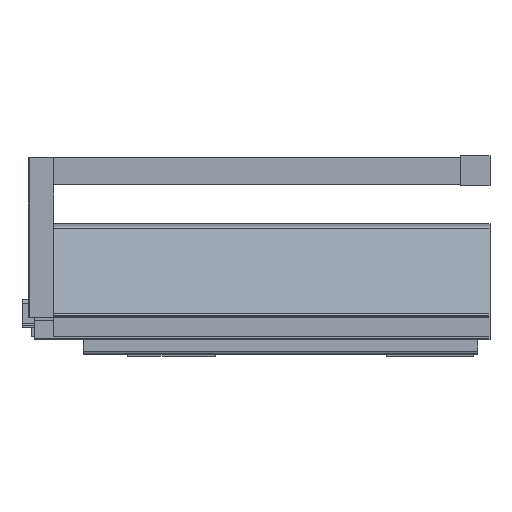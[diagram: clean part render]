
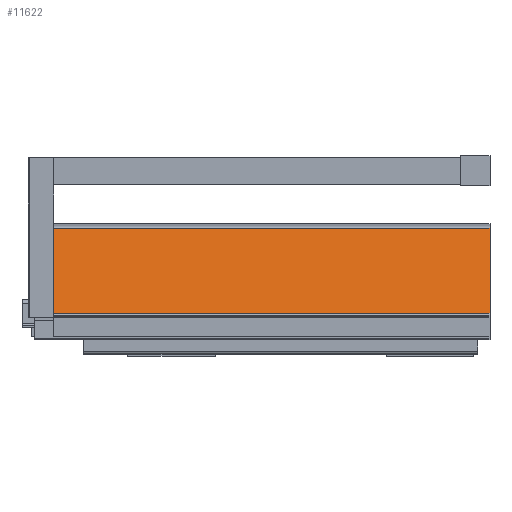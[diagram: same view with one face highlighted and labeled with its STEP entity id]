
A CAD part, top view. The second image highlights one B-rep face of the part: STEP entity #11622.
In plain terms, the highlighted planar face has unit normal (0, 0.208, 0.978).
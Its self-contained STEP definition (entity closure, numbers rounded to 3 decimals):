
#1548 = LINE ( 'NONE', #7013, #1940 ) ;
#1803 = VERTEX_POINT ( 'NONE', #5491 ) ;
#1814 = EDGE_CURVE ( 'NONE', #9776, #4671, #4583, .T. ) ;
#1887 = ORIENTED_EDGE ( 'NONE', *, *, #7598, .T. ) ;
#1940 = VECTOR ( 'NONE', #9801, 1000. ) ;
#2157 = VERTEX_POINT ( 'NONE', #11733 ) ;
#2275 = EDGE_LOOP ( 'NONE', ( #8946, #1887, #11219, #10568 ) ) ;
#2427 = CARTESIAN_POINT ( 'NONE',  ( -342., 80.422, 21.003 ) ) ;
#3276 = VECTOR ( 'NONE', #9539, 1000. ) ;
#3445 = DIRECTION ( 'NONE',  ( 0., -0.978, 0.208 ) ) ;
#3669 = DIRECTION ( 'NONE',  ( 1., 0., 0. ) ) ;
#3826 = LINE ( 'NONE', #8577, #3276 ) ;
#4483 = FACE_OUTER_BOUND ( 'NONE', #2275, .T. ) ;
#4583 = LINE ( 'NONE', #6412, #6125 ) ;
#4628 = CARTESIAN_POINT ( 'NONE',  ( -325.5, 80.422, 21.003 ) ) ;
#4671 = VERTEX_POINT ( 'NONE', #11770 ) ;
#4827 = LINE ( 'NONE', #8539, #7646 ) ;
#5491 = CARTESIAN_POINT ( 'NONE',  ( -325.5, 17.084, 34.466 ) ) ;
#6125 = VECTOR ( 'NONE', #9198, 1000. ) ;
#6412 = CARTESIAN_POINT ( 'NONE',  ( -342., 80.422, 21.003 ) ) ;
#7013 = CARTESIAN_POINT ( 'NONE',  ( 0., 80.422, 21.003 ) ) ;
#7271 = EDGE_CURVE ( 'NONE', #4671, #2157, #1548, .T. ) ;
#7598 = EDGE_CURVE ( 'NONE', #9776, #1803, #3826, .T. ) ;
#7646 = VECTOR ( 'NONE', #3669, 1000. ) ;
#8003 = DIRECTION ( 'NONE',  ( 0., 0.208, 0.978 ) ) ;
#8347 = EDGE_CURVE ( 'NONE', #1803, #2157, #4827, .T. ) ;
#8539 = CARTESIAN_POINT ( 'NONE',  ( 0., 17.084, 34.466 ) ) ;
#8577 = CARTESIAN_POINT ( 'NONE',  ( -325.5, 80.422, 21.003 ) ) ;
#8946 = ORIENTED_EDGE ( 'NONE', *, *, #1814, .F. ) ;
#9162 = PLANE ( 'NONE',  #11727 ) ;
#9198 = DIRECTION ( 'NONE',  ( 1., 0., 0. ) ) ;
#9539 = DIRECTION ( 'NONE',  ( 0., -0.978, 0.208 ) ) ;
#9776 = VERTEX_POINT ( 'NONE', #4628 ) ;
#9801 = DIRECTION ( 'NONE',  ( 0., -0.978, 0.208 ) ) ;
#10568 = ORIENTED_EDGE ( 'NONE', *, *, #7271, .F. ) ;
#11219 = ORIENTED_EDGE ( 'NONE', *, *, #8347, .T. ) ;
#11622 = ADVANCED_FACE ( 'NONE', ( #4483 ), #9162, .T. ) ;
#11727 = AXIS2_PLACEMENT_3D ( 'NONE', #2427, #8003, #3445 ) ;
#11733 = CARTESIAN_POINT ( 'NONE',  ( 0., 17.084, 34.466 ) ) ;
#11770 = CARTESIAN_POINT ( 'NONE',  ( 0., 80.422, 21.003 ) ) ;
